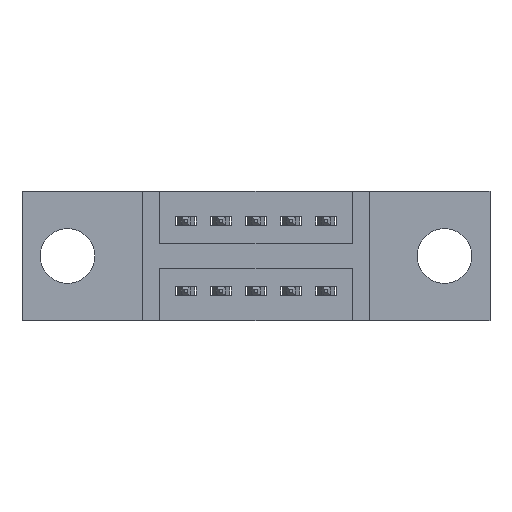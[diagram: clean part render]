
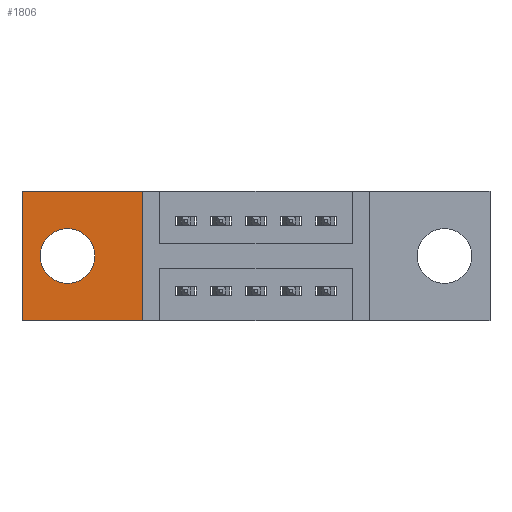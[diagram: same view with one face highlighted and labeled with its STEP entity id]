
A CAD part, front view. The second image highlights one B-rep face of the part: STEP entity #1806.
In plain terms, the highlighted planar face has unit normal (0, -1, 0).
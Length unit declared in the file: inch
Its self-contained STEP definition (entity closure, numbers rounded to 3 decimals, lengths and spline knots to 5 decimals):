
#303 = LINE ( 'NONE', #4045, #4662 ) ;
#328 = CARTESIAN_POINT ( 'NONE',  ( 0., 0.17, 0. ) ) ;
#488 = EDGE_LOOP ( 'NONE', ( #699, #8321, #2490, #7019 ) ) ;
#699 = ORIENTED_EDGE ( 'NONE', *, *, #9305, .T. ) ;
#764 = EDGE_LOOP ( 'NONE', ( #8221, #858 ) ) ;
#858 = ORIENTED_EDGE ( 'NONE', *, *, #6815, .F. ) ;
#1676 = CARTESIAN_POINT ( 'NONE',  ( 0., 0.17, -0.37 ) ) ;
#1806 = ADVANCED_FACE ( 'NONE', ( #2805, #5114 ), #1989, .T. ) ;
#1810 = VERTEX_POINT ( 'NONE', #4251 ) ;
#1989 = PLANE ( 'NONE',  #7633 ) ;
#2028 = EDGE_CURVE ( 'NONE', #6050, #4180, #303, .T. ) ;
#2042 = DIRECTION ( 'NONE',  ( 0., -1., 0. ) ) ;
#2267 = LINE ( 'NONE', #6588, #3192 ) ;
#2347 = DIRECTION ( 'NONE',  ( 0., 0., -1. ) ) ;
#2377 = EDGE_CURVE ( 'NONE', #5605, #7206, #5201, .T. ) ;
#2490 = ORIENTED_EDGE ( 'NONE', *, *, #8661, .T. ) ;
#2805 = FACE_BOUND ( 'NONE', #764, .T. ) ;
#2924 = CIRCLE ( 'NONE', #6459, 0.078 ) ;
#3192 = VECTOR ( 'NONE', #3606, 39.37008 ) ;
#3285 = VECTOR ( 'NONE', #6915, 39.37008 ) ;
#3351 = VERTEX_POINT ( 'NONE', #7745 ) ;
#3606 = DIRECTION ( 'NONE',  ( 0., 0., 1. ) ) ;
#3885 = CARTESIAN_POINT ( 'NONE',  ( 0.3425, 0.17, -0.37 ) ) ;
#3915 = VECTOR ( 'NONE', #2347, 39.37008 ) ;
#4045 = CARTESIAN_POINT ( 'NONE',  ( 0., 0.17, 0. ) ) ;
#4180 = VERTEX_POINT ( 'NONE', #8297 ) ;
#4251 = CARTESIAN_POINT ( 'NONE',  ( 0.13, 0.17, -0.263 ) ) ;
#4662 = VECTOR ( 'NONE', #9134, 39.37008 ) ;
#4755 = CARTESIAN_POINT ( 'NONE',  ( 0.13, 0.17, -0.185 ) ) ;
#4987 = DIRECTION ( 'NONE',  ( 0., 0., -1. ) ) ;
#5022 = CARTESIAN_POINT ( 'NONE',  ( 0., 0.17, -0.37 ) ) ;
#5114 = FACE_OUTER_BOUND ( 'NONE', #488, .T. ) ;
#5201 = LINE ( 'NONE', #1676, #3285 ) ;
#5564 = EDGE_CURVE ( 'NONE', #3351, #1810, #8088, .T. ) ;
#5605 = VERTEX_POINT ( 'NONE', #9354 ) ;
#5759 = CARTESIAN_POINT ( 'NONE',  ( 0.13, 0.17, -0.185 ) ) ;
#5794 = CARTESIAN_POINT ( 'NONE',  ( 0.3425, 0.17, 0. ) ) ;
#6050 = VERTEX_POINT ( 'NONE', #5794 ) ;
#6087 = AXIS2_PLACEMENT_3D ( 'NONE', #5759, #6475, #4987 ) ;
#6459 = AXIS2_PLACEMENT_3D ( 'NONE', #4755, #6825, #7689 ) ;
#6475 = DIRECTION ( 'NONE',  ( 0., -1., 0. ) ) ;
#6588 = CARTESIAN_POINT ( 'NONE',  ( 0.3425, 0.17, 0. ) ) ;
#6815 = EDGE_CURVE ( 'NONE', #1810, #3351, #2924, .T. ) ;
#6825 = DIRECTION ( 'NONE',  ( 0., -1., 0. ) ) ;
#6913 = LINE ( 'NONE', #328, #3915 ) ;
#6915 = DIRECTION ( 'NONE',  ( 1., 0., 0. ) ) ;
#7019 = ORIENTED_EDGE ( 'NONE', *, *, #2028, .T. ) ;
#7206 = VERTEX_POINT ( 'NONE', #3885 ) ;
#7633 = AXIS2_PLACEMENT_3D ( 'NONE', #5022, #2042, #7901 ) ;
#7689 = DIRECTION ( 'NONE',  ( 0., 0., -1. ) ) ;
#7745 = CARTESIAN_POINT ( 'NONE',  ( 0.13, 0.17, -0.107 ) ) ;
#7901 = DIRECTION ( 'NONE',  ( 0., 0., -1. ) ) ;
#8088 = CIRCLE ( 'NONE', #6087, 0.078 ) ;
#8221 = ORIENTED_EDGE ( 'NONE', *, *, #5564, .F. ) ;
#8297 = CARTESIAN_POINT ( 'NONE',  ( 0., 0.17, 0. ) ) ;
#8321 = ORIENTED_EDGE ( 'NONE', *, *, #2377, .T. ) ;
#8661 = EDGE_CURVE ( 'NONE', #7206, #6050, #2267, .T. ) ;
#9134 = DIRECTION ( 'NONE',  ( -1., 0., 0. ) ) ;
#9305 = EDGE_CURVE ( 'NONE', #4180, #5605, #6913, .T. ) ;
#9354 = CARTESIAN_POINT ( 'NONE',  ( 0., 0.17, -0.37 ) ) ;
